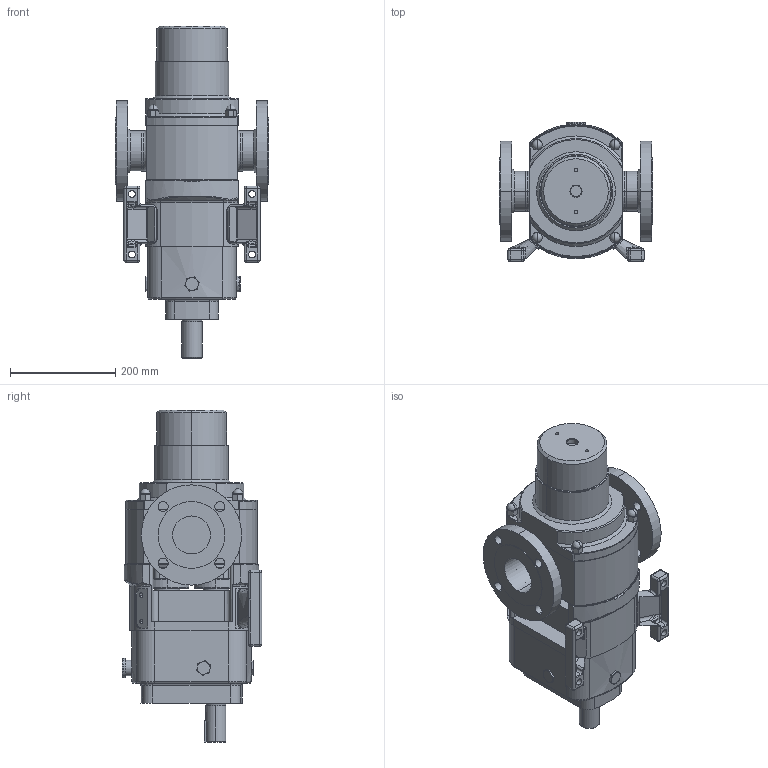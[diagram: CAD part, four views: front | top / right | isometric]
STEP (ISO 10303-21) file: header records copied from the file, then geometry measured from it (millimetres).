
FILE_DESCRIPTION (( 'STEP AP214' ), '1' );
FILE_NAME ('GA4355.STEP', '2024-11-07T16:57:14', ( '' ), ( '' ), 'SwSTEP 2.0', 'SolidWorks 2023', '' );
FILE_SCHEMA (( 'AUTOMOTIVE_DESIGN' ));
Length unit declared in the file: millimetre
Products named in the file (4): GA4355; Copy of CP30-0113-07 H B^GA4355; Copy of Z94-5301-55 - 3 INCH ASA 150^GA4355; Copy of MP-CP30 SPRING PRV^GA4355
Assembly tree (4 placements, depth 2):
  GA4355
    Copy of CP30-0113-07 H B^GA4355
    Copy of Z94-5301-55 - 3 INCH ASA 150^GA4355  x2
    Copy of MP-CP30 SPRING PRV^GA4355
Bounding box: 291 x 264.84 x 630.73 mm (x, y, z)
Volume: 17723977 mm3; surface area: 864116.7 mm2
Topology: 4 solids, 4 shells, 766 faces, 1924 edges, 1168 vertices
Faces by surface type: plane 278, cylinder 271, bspline 74, torus 68, cone 43, sphere 32
Entity records: 29621 total; most frequent: CARTESIAN_POINT 12186, ORIENTED_EDGE 3680, DIRECTION 3616, EDGE_CURVE 1840, AXIS2_PLACEMENT_3D 1421, VERTEX_POINT 1134, EDGE_LOOP 812, VECTOR 774
